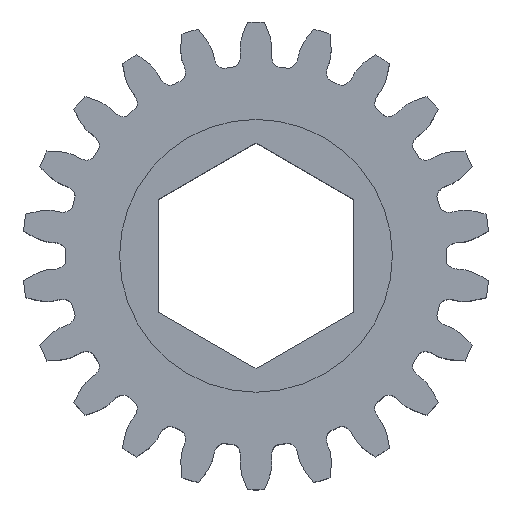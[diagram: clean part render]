
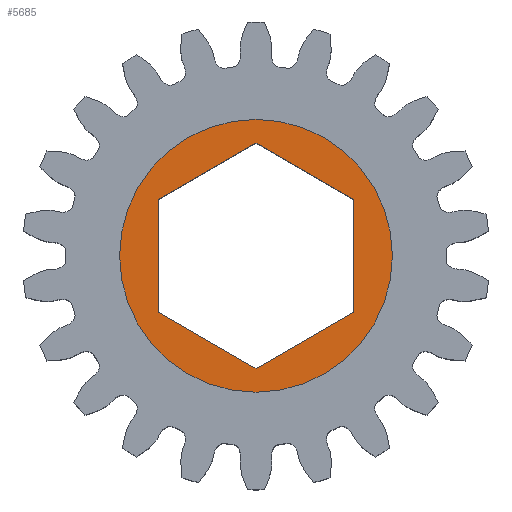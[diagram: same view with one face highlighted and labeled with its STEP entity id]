
A CAD part, top view. The second image highlights one B-rep face of the part: STEP entity #5685.
In plain terms, the highlighted planar face has unit normal (0, 0, 1).
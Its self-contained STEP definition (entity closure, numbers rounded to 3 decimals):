
#232 = LINE ( 'NONE', #5112, #4087 ) ;
#250 = CARTESIAN_POINT ( 'NONE',  ( 0., -7.347, 6.3 ) ) ;
#375 = VECTOR ( 'NONE', #1754, 1000. ) ;
#504 = CARTESIAN_POINT ( 'NONE',  ( 0., 0., 6.3 ) ) ;
#573 = CARTESIAN_POINT ( 'NONE',  ( 0., 7.347, 6.3 ) ) ;
#600 = DIRECTION ( 'NONE',  ( 0., 0., -1. ) ) ;
#684 = LINE ( 'NONE', #1110, #4438 ) ;
#735 = DIRECTION ( 'NONE',  ( 0., 0., -1. ) ) ;
#807 = CARTESIAN_POINT ( 'NONE',  ( 0., -7.347, 6.3 ) ) ;
#1110 = CARTESIAN_POINT ( 'NONE',  ( -6.363, 3.674, 6.3 ) ) ;
#1162 = AXIS2_PLACEMENT_3D ( 'NONE', #3843, #735, #6037 ) ;
#1214 = EDGE_CURVE ( 'NONE', #4673, #7113, #1652, .T. ) ;
#1389 = AXIS2_PLACEMENT_3D ( 'NONE', #504, #600, #9596 ) ;
#1392 = LINE ( 'NONE', #9362, #5508 ) ;
#1652 = CIRCLE ( 'NONE', #1389, 8.89 ) ;
#1712 = EDGE_CURVE ( 'NONE', #4551, #4836, #9376, .T. ) ;
#1754 = DIRECTION ( 'NONE',  ( 0., 1., 0. ) ) ;
#1818 = PLANE ( 'NONE',  #3656 ) ;
#2026 = VERTEX_POINT ( 'NONE', #9385 ) ;
#2526 = DIRECTION ( 'NONE',  ( 0., 0., -1. ) ) ;
#2561 = FACE_BOUND ( 'NONE', #8472, .T. ) ;
#2670 = VERTEX_POINT ( 'NONE', #807 ) ;
#2725 = ORIENTED_EDGE ( 'NONE', *, *, #1712, .T. ) ;
#3031 = CIRCLE ( 'NONE', #1162, 8.89 ) ;
#3244 = ORIENTED_EDGE ( 'NONE', *, *, #6156, .T. ) ;
#3312 = CARTESIAN_POINT ( 'NONE',  ( -6.363, -3.674, 6.3 ) ) ;
#3390 = EDGE_CURVE ( 'NONE', #6057, #5364, #7613, .T. ) ;
#3608 = DIRECTION ( 'NONE',  ( -0.866, -0.5, 0. ) ) ;
#3609 = EDGE_CURVE ( 'NONE', #5364, #2026, #1392, .T. ) ;
#3656 = AXIS2_PLACEMENT_3D ( 'NONE', #9337, #2526, #5578 ) ;
#3830 = ORIENTED_EDGE ( 'NONE', *, *, #7098, .T. ) ;
#3843 = CARTESIAN_POINT ( 'NONE',  ( 0., 0., 6.3 ) ) ;
#3971 = FACE_OUTER_BOUND ( 'NONE', #5712, .T. ) ;
#4008 = ORIENTED_EDGE ( 'NONE', *, *, #3390, .T. ) ;
#4087 = VECTOR ( 'NONE', #3608, 1000. ) ;
#4314 = ORIENTED_EDGE ( 'NONE', *, *, #4601, .F. ) ;
#4438 = VECTOR ( 'NONE', #6444, 1000. ) ;
#4551 = VERTEX_POINT ( 'NONE', #7581 ) ;
#4601 = EDGE_CURVE ( 'NONE', #7113, #4673, #3031, .T. ) ;
#4673 = VERTEX_POINT ( 'NONE', #8157 ) ;
#4728 = CARTESIAN_POINT ( 'NONE',  ( -6.363, 3.674, 6.3 ) ) ;
#4836 = VERTEX_POINT ( 'NONE', #4728 ) ;
#5112 = CARTESIAN_POINT ( 'NONE',  ( 6.363, -3.674, 6.3 ) ) ;
#5364 = VERTEX_POINT ( 'NONE', #6596 ) ;
#5504 = DIRECTION ( 'NONE',  ( 0., -1., 0. ) ) ;
#5508 = VECTOR ( 'NONE', #5504, 1000. ) ;
#5578 = DIRECTION ( 'NONE',  ( 0., 1., 0. ) ) ;
#5685 = ADVANCED_FACE ( 'NONE', ( #2561, #3971 ), #1818, .F. ) ;
#5712 = EDGE_LOOP ( 'NONE', ( #4314, #6215 ) ) ;
#6037 = DIRECTION ( 'NONE',  ( 0., 1., 0. ) ) ;
#6057 = VERTEX_POINT ( 'NONE', #573 ) ;
#6156 = EDGE_CURVE ( 'NONE', #2026, #2670, #232, .T. ) ;
#6215 = ORIENTED_EDGE ( 'NONE', *, *, #1214, .F. ) ;
#6289 = EDGE_CURVE ( 'NONE', #2670, #4551, #9704, .T. ) ;
#6444 = DIRECTION ( 'NONE',  ( 0.866, 0.5, 0. ) ) ;
#6517 = CARTESIAN_POINT ( 'NONE',  ( 0., 7.347, 6.3 ) ) ;
#6596 = CARTESIAN_POINT ( 'NONE',  ( 6.363, 3.674, 6.3 ) ) ;
#6937 = ORIENTED_EDGE ( 'NONE', *, *, #3609, .T. ) ;
#7098 = EDGE_CURVE ( 'NONE', #4836, #6057, #684, .T. ) ;
#7113 = VERTEX_POINT ( 'NONE', #8696 ) ;
#7278 = ORIENTED_EDGE ( 'NONE', *, *, #6289, .T. ) ;
#7581 = CARTESIAN_POINT ( 'NONE',  ( -6.363, -3.674, 6.3 ) ) ;
#7613 = LINE ( 'NONE', #6517, #7849 ) ;
#7839 = VECTOR ( 'NONE', #8557, 1000. ) ;
#7849 = VECTOR ( 'NONE', #8832, 1000. ) ;
#8157 = CARTESIAN_POINT ( 'NONE',  ( 0., 8.89, 6.3 ) ) ;
#8472 = EDGE_LOOP ( 'NONE', ( #2725, #3830, #4008, #6937, #3244, #7278 ) ) ;
#8557 = DIRECTION ( 'NONE',  ( -0.866, 0.5, 0. ) ) ;
#8696 = CARTESIAN_POINT ( 'NONE',  ( 0., -8.89, 6.3 ) ) ;
#8832 = DIRECTION ( 'NONE',  ( 0.866, -0.5, 0. ) ) ;
#9337 = CARTESIAN_POINT ( 'NONE',  ( 0., 0., 6.3 ) ) ;
#9362 = CARTESIAN_POINT ( 'NONE',  ( 6.363, 3.674, 6.3 ) ) ;
#9376 = LINE ( 'NONE', #3312, #375 ) ;
#9385 = CARTESIAN_POINT ( 'NONE',  ( 6.363, -3.674, 6.3 ) ) ;
#9596 = DIRECTION ( 'NONE',  ( 0., 1., 0. ) ) ;
#9704 = LINE ( 'NONE', #250, #7839 ) ;
